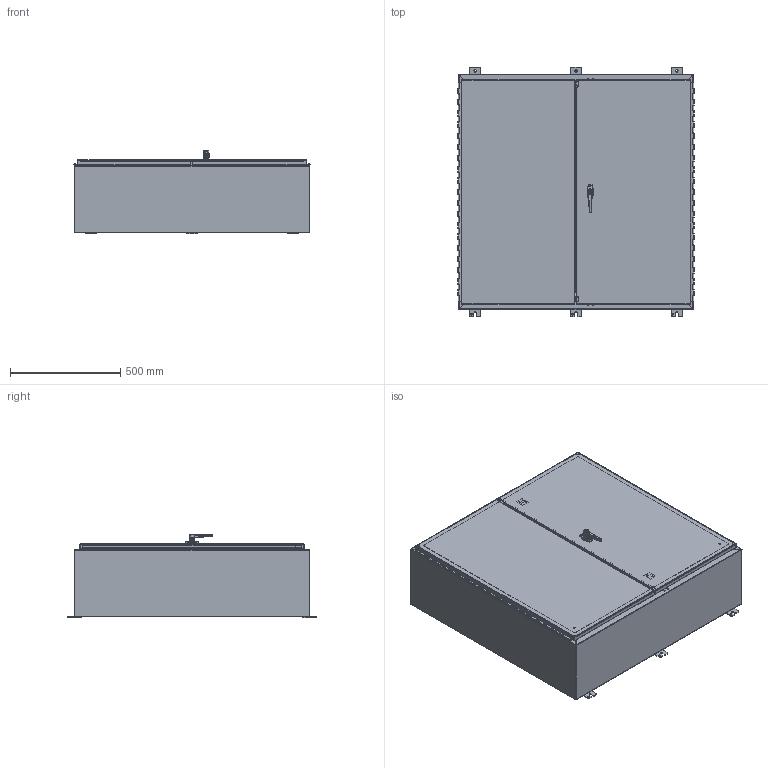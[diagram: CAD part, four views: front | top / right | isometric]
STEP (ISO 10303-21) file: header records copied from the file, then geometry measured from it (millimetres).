
FILE_DESCRIPTION((''),'2;1');
FILE_NAME('WA424212WF.stp','2013-09-23T12:55:18',('ps'),(''),'Autodesk Inventor 2012','Autodesk Inventor 2012','');
FILE_SCHEMA(('AUTOMOTIVE_DESIGN { 1 0 10303 214 1 1 1 1 }'));
Length unit declared in the file: inch
Products named in the file (39): WA424212WF; WA424212WFLRS; 34840; 38622; WA424212WFBTB; WA4242WFFIP; CHUTE_BOLT_GUIDE_ASSM; HFW3121; HFW31233; HFW3681; SS_LARGE_DOOR_ROD_ASSM-37041; HFW31712; 1091-903_AF0; 1091-903_AF0_1; 1091-903_AF0_2; PLASTIC-ROLLER-CAM_AF0_ASM; PLASTIC-ROLLER-CAM_AF1; 7379-M6-8X25_AF0; LOCK-NUT_AF0; SUPPORT-ROLL_AF0; 1091-BR11_AF0; 37041; 30254; HFW3762; 31230; 3862; 3244; 3761; WA42WFSTRIPGSKT; HFW3524; WA422WFDPK; 38846; WA4242WFLDR; WA4242WFSDR; 38859; 328135; 328135T; 328135L; 328135P
Assembly tree (64 placements, depth 5):
  WA424212WF
    WA424212WFLRS  x2
    34840  x6
    38622
    WA424212WFBTB
    WA4242WFFIP  x2
    CHUTE_BOLT_GUIDE_ASSM  x2
      HFW3121
      HFW31233
      HFW3681
    SS_LARGE_DOOR_ROD_ASSM-37041
      HFW31712
        1091-903_AF0
          1091-903_AF0_1
          1091-903_AF0_2
        PLASTIC-ROLLER-CAM_AF0_ASM
          PLASTIC-ROLLER-CAM_AF1
          7379-M6-8X25_AF0
          LOCK-NUT_AF0
        SUPPORT-ROLL_AF0
        1091-BR11_AF0
      37041  x2
      30254  x2
      HFW3762  x4
      31230  x2
      3862  x2
    3244
    3761
    WA42WFSTRIPGSKT
    HFW3524  x2
    WA422WFDPK
    38846  x2
    WA4242WFLDR
    WA4242WFSDR
    38859  x8
    328135  x2
      328135T
      328135L
      328135P
Bounding box: 1070.55 x 1130.3 x 378.93 mm (x, y, z)
Volume: 9210833.7 mm3; surface area: 8624046.9 mm2
Topology: 63 solids, 110 shells, 2778 faces, 7123 edges, 4599 vertices
Faces by surface type: plane 1558, cylinder 728, bspline 342, torus 52, cone 46, sphere 28, revolution 24
Full cylindrical faces by diameter (mm): 2.5 x2, 2.921 x4, 3.048 x2, 3.17 x1, 3.302 x1, 3.9 x1, 4 x3, 4.039 x2, 4.2 x2, 4.5 x2, 5 x3, 5.08 x4, 5.69 x4, 6 x1, 6.128 x2, 6.172 x2, 6.337 x6, 6.35 x10, 6.41 x2, 7.023 x16, 7.144 x2, 7.938 x2, 7.95 x6, 8 x1, 8.2 x1, 8.382 x16, 8.56 x2, 9.525 x2, 10.16 x4, 11.113 x1
Entity records: 84899 total; most frequent: CARTESIAN_POINT 37175, ORIENTED_EDGE 10014, DIRECTION 8677, EDGE_CURVE 5007, VERTEX_POINT 3279, VECTOR 2971, LINE 2971, AXIS2_PLACEMENT_3D 2845
